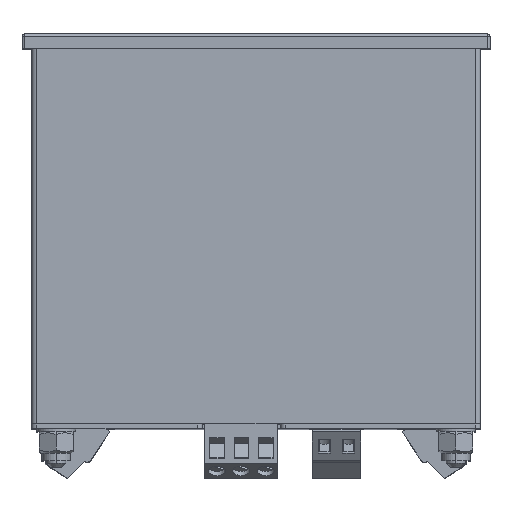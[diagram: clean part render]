
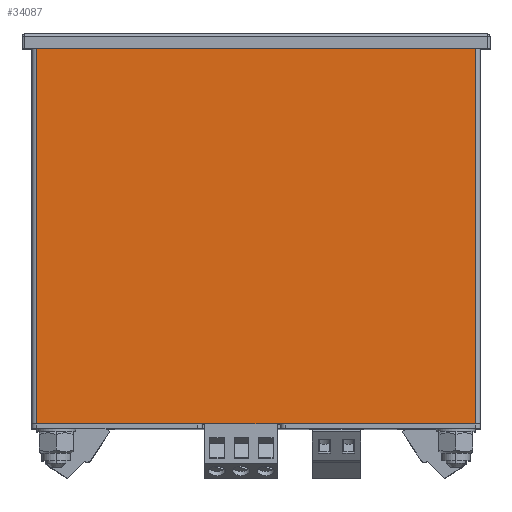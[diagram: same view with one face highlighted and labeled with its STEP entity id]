
A CAD part, top view. The second image highlights one B-rep face of the part: STEP entity #34087.
In plain terms, the highlighted planar face has unit normal (0, 0, 1).
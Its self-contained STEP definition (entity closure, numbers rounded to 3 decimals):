
#33970=CARTESIAN_POINT('',(45.,0.,46.));
#33971=VERTEX_POINT('',#33970);
#33972=CARTESIAN_POINT('',(-45.,0.,46.));
#33973=VERTEX_POINT('',#33972);
#33974=CARTESIAN_POINT('',(45.,0.,46.));
#33975=DIRECTION('',(-1.,0.,0.));
#33976=VECTOR('',#33975,90.);
#33977=LINE('',#33974,#33976);
#33978=EDGE_CURVE('',#33971,#33973,#33977,.T.);
#34057=CARTESIAN_POINT('',(46.,-77.,46.));
#34058=DIRECTION('',(0.,0.,-1.));
#34059=DIRECTION('',(-1.,0.,0.));
#34060=AXIS2_PLACEMENT_3D('',#34057,#34058,#34059);
#34061=PLANE('',#34060);
#34062=CARTESIAN_POINT('',(45.,-77.,46.));
#34063=VERTEX_POINT('',#34062);
#34064=CARTESIAN_POINT('',(-45.,-77.,46.));
#34065=VERTEX_POINT('',#34064);
#34066=CARTESIAN_POINT('',(45.,-77.,46.));
#34067=DIRECTION('',(-1.,0.,0.));
#34068=VECTOR('',#34067,90.);
#34069=LINE('',#34066,#34068);
#34070=EDGE_CURVE('',#34063,#34065,#34069,.T.);
#34071=ORIENTED_EDGE('',*,*,#34070,.F.);
#34072=CARTESIAN_POINT('',(45.,-77.,46.));
#34073=DIRECTION('',(0.,1.,0.));
#34074=VECTOR('',#34073,77.);
#34075=LINE('',#34072,#34074);
#34076=EDGE_CURVE('',#34063,#33971,#34075,.T.);
#34077=ORIENTED_EDGE('',*,*,#34076,.T.);
#34078=ORIENTED_EDGE('',*,*,#33978,.T.);
#34079=CARTESIAN_POINT('',(-45.,0.,46.));
#34080=DIRECTION('',(-0.,-1.,-0.));
#34081=VECTOR('',#34080,77.);
#34082=LINE('',#34079,#34081);
#34083=EDGE_CURVE('',#33973,#34065,#34082,.T.);
#34084=ORIENTED_EDGE('',*,*,#34083,.T.);
#34085=EDGE_LOOP('',(#34071,#34077,#34078,#34084));
#34086=FACE_BOUND('',#34085,.T.);
#34087=ADVANCED_FACE('',(#34086),#34061,.F.);
